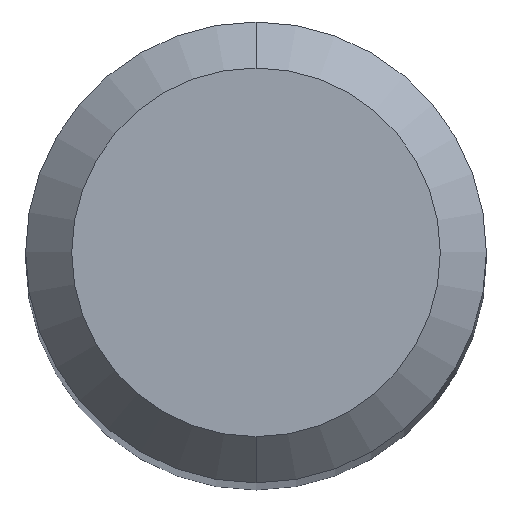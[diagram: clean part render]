
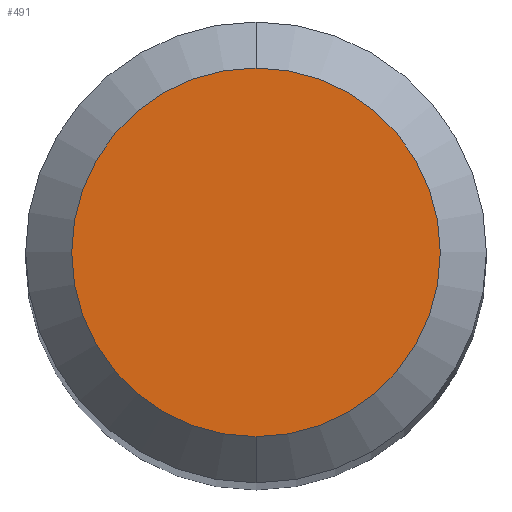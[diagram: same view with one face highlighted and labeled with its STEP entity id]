
A CAD part, top view. The second image highlights one B-rep face of the part: STEP entity #491.
In plain terms, the highlighted planar face has unit normal (0, 0, 1).
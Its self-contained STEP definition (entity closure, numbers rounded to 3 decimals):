
#491=ADVANCED_FACE('',(#1255),#1256,.T.);
#747=EDGE_CURVE('',#929,#1049,#1539,.T.);
#785=EDGE_CURVE('',#1049,#929,#1585,.T.);
#929=VERTEX_POINT('',#1739);
#1049=VERTEX_POINT('',#1873);
#1255=FACE_OUTER_BOUND('',#2289,.T.);
#1256=PLANE('',#2290);
#1539=CIRCLE('',#4191,1.2);
#1585=CIRCLE('',#4662,1.2);
#1739=CARTESIAN_POINT('',(0.,-1.2,0.0));
#1873=CARTESIAN_POINT('',(0.0,1.2,0.0));
#2289=EDGE_LOOP('',(#6281,#6282));
#2290=AXIS2_PLACEMENT_3D('',#6283,#6284,#6285);
#4191=AXIS2_PLACEMENT_3D('',#6572,#6573,#6574);
#4662=AXIS2_PLACEMENT_3D('',#6645,#6646,#6647);
#6281=ORIENTED_EDGE('',*,*,#785,.F.);
#6282=ORIENTED_EDGE('',*,*,#747,.F.);
#6283=CARTESIAN_POINT('',(0.0,0.6,0.0));
#6284=DIRECTION('',(-0.0,0.0,1.0));
#6285=DIRECTION('',(0.0,-1.0,0.0));
#6572=CARTESIAN_POINT('',(0.0,0.0,0.0));
#6573=DIRECTION('',(0.0,0.0,-1.0));
#6574=DIRECTION('',(0.0,1.0,0.0));
#6645=CARTESIAN_POINT('',(0.0,0.0,0.0));
#6646=DIRECTION('',(0.0,0.0,-1.0));
#6647=DIRECTION('',(0.0,1.0,0.0));
